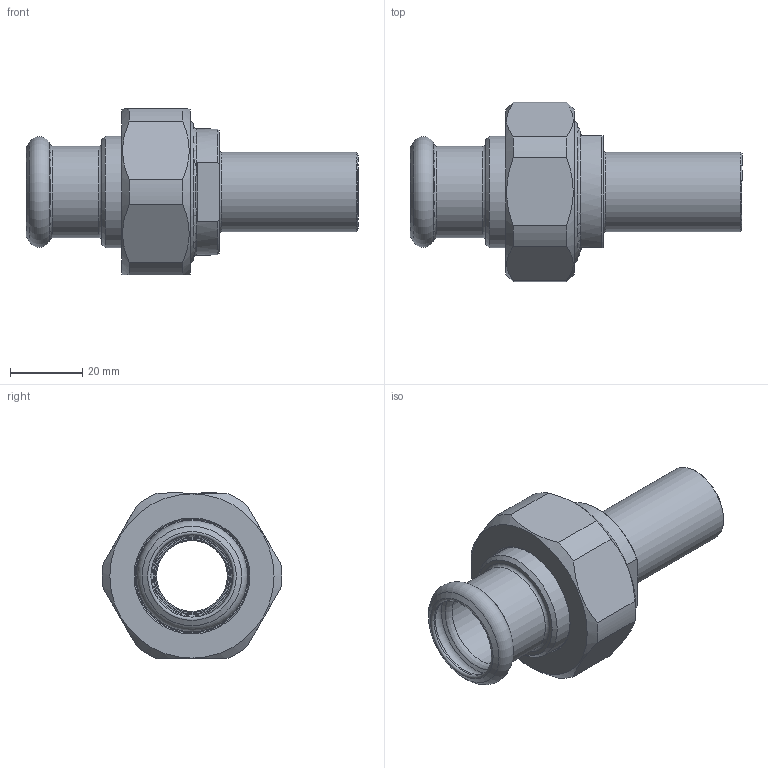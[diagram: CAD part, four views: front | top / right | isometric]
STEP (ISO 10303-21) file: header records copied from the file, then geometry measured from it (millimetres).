
FILE_DESCRIPTION(/* description */ (''),/* implementation_level */ '2;1');
FILE_NAME(/* name */ '3D_R666-PME-PG-22-DN32-22_1711304826.stp',/* time_stamp */ '2021-07-19T11:12:25+02:00',/* author */ ('cad'),/* organization */ (''),/* preprocessor_version */ 'ST-DEVELOPER v18.1',/* originating_system */ 'Autodesk Inventor 2022',/* authorisation */ '');
FILE_SCHEMA (('AUTOMOTIVE_DESIGN { 1 0 10303 214 3 1 1 }'));
Length unit declared in the file: millimetre
Products named in the file (4): 3D_R666-PME-PG-22-DN32-22_1711304826; 3D_R666-M-DN32_17113940; 3D_R666-PG-22-DN32_17113681; 3D_R666-PME-22-DN32_171134930
Assembly tree (3 placements, depth 2):
  3D_R666-PME-PG-22-DN32-22_1711304826
    3D_R666-M-DN32_17113940
    3D_R666-PG-22-DN32_17113681
    3D_R666-PME-22-DN32_171134930
Bounding box: 92 x 49.67 x 46 mm (x, y, z)
Volume: 40340.8 mm3; surface area: 23955.2 mm2
Topology: 3 solids, 3 shells, 70 faces, 161 edges, 102 vertices
Faces by surface type: plane 21, cone 20, cylinder 19, torus 10
Full cylindrical faces by diameter (mm): 19.6 x1, 21 x1, 22 x1, 22.3 x1, 22.8 x1, 25.3 x1, 31 x1, 31.5 x1, 38 x1, 38.952 x1, 41.75 x1
Entity records: 2180 total; most frequent: CARTESIAN_POINT 400, DIRECTION 389, ORIENTED_EDGE 322, AXIS2_PLACEMENT_3D 170, EDGE_CURVE 161, VERTEX_POINT 102, CIRCLE 89, EDGE_LOOP 81
